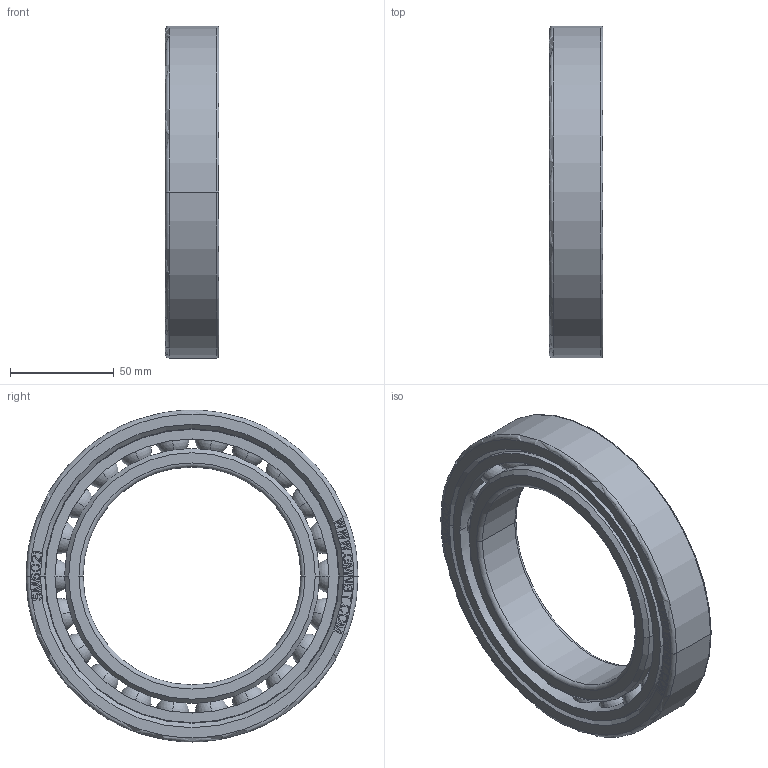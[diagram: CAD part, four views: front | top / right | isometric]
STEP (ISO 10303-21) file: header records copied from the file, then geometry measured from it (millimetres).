
FILE_DESCRIPTION((''),'2;1');
FILE_NAME('SM6021_PRT','2014-03-19T',('sales 4'),(''),'PRO/ENGINEER BY PARAMETRIC TECHNOLOGY CORPORATION, 2013150','PRO/ENGINEER BY PARAMETRIC TECHNOLOGY CORPORATION, 2013150','');
FILE_SCHEMA(('AUTOMOTIVE_DESIGN { 1 0 10303 214 1 1 1 1 }'));
Length unit declared in the file: millimetre
Products named in the file (1): SM6021_PRT
Bounding box: 26.01 x 160 x 160 mm (x, y, z)
Volume: 232023.7 mm3; surface area: 93589.6 mm2
Topology: 3 solids, 3 shells, 706 faces, 1964 edges, 1240 vertices
Faces by surface type: plane 494, cylinder 102, sphere 88, torus 12, cone 10
Entity records: 44629 total; most frequent: CARTESIAN_POINT 21180, ORIENTED_EDGE 3752, DIRECTION 3348, PRESENTATION_STYLE_ASSIGNMENT 1908, STYLED_ITEM 1879, CURVE_STYLE 1876, EDGE_CURVE 1876, VECTOR 1464
